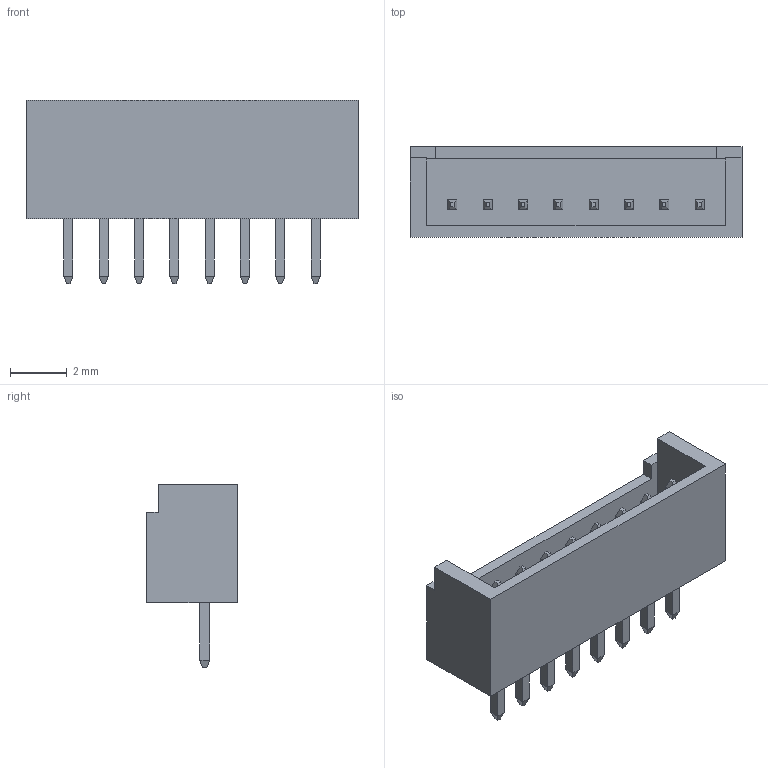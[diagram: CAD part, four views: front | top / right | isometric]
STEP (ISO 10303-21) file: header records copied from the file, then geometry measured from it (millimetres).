
FILE_DESCRIPTION (( 'STEP AP214' ), '1' );
FILE_NAME ('CONN-TH_8P-P1.25_53047-0810.step', '2022-08-02T15:08:29', ( '' ), ( '' ), 'SwSTEP 2.0', 'SolidWorks 2020', '' );
FILE_SCHEMA (( 'AUTOMOTIVE_DESIGN' ));
Length unit declared in the file: millimetre
Products named in the file (1): CONN-TH_8P-P1.25_53047-0810
Bounding box: 11.75 x 3.2 x 6.5 mm (x, y, z)
Volume: 83.8 mm3; surface area: 286.5 mm2
Topology: 14 solids, 14 shells, 393 faces, 981 edges, 632 vertices
Faces by surface type: plane 295, bspline 98
Entity records: 16477 total; most frequent: CARTESIAN_POINT 3313, ORIENTED_EDGE 1962, DIRECTION 1373, EDGE_CURVE 981, VECTOR 781, LINE 781, VERTEX_POINT 632, EDGE_LOOP 421
